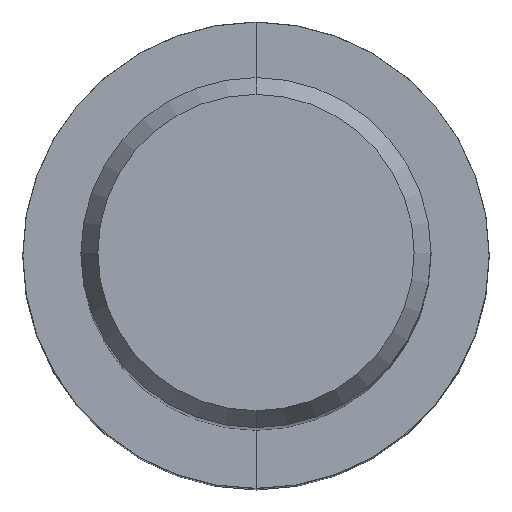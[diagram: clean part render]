
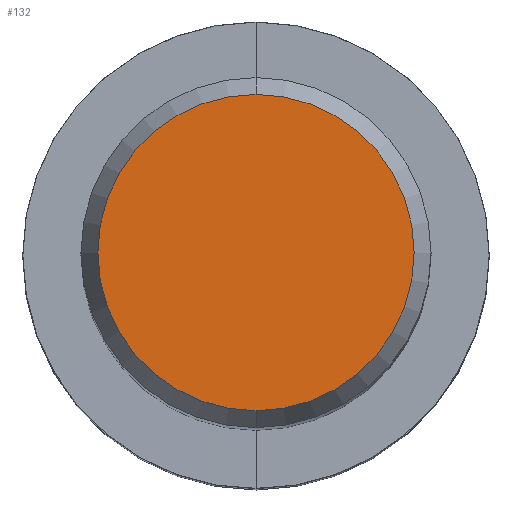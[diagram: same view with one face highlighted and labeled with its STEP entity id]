
A CAD part, top view. The second image highlights one B-rep face of the part: STEP entity #132.
In plain terms, the highlighted planar face has unit normal (0, 0, 1).
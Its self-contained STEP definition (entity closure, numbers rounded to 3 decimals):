
#128=VERTEX_POINT('',#245);
#132=ADVANCED_FACE('',(#250),#251,.T.);
#154=EDGE_CURVE('',#128,#160,#275,.T.);
#160=VERTEX_POINT('',#282);
#162=EDGE_CURVE('',#160,#128,#284,.T.);
#245=CARTESIAN_POINT('',(0.,-4.304,0.01));
#250=FACE_OUTER_BOUND('',#385,.T.);
#251=PLANE('',#386);
#275=CIRCLE('',#417,4.304);
#282=CARTESIAN_POINT('',(0.0,4.304,0.01));
#284=CIRCLE('',#426,4.304);
#385=EDGE_LOOP('',(#505,#506));
#386=AXIS2_PLACEMENT_3D('',#507,#508,#509);
#417=AXIS2_PLACEMENT_3D('',#533,#534,#535);
#426=AXIS2_PLACEMENT_3D('',#544,#545,#546);
#505=ORIENTED_EDGE('',*,*,#162,.F.);
#506=ORIENTED_EDGE('',*,*,#154,.F.);
#507=CARTESIAN_POINT('',(0.0,2.152,0.01));
#508=DIRECTION('',(-0.0,0.0,1.0));
#509=DIRECTION('',(0.0,-1.0,0.0));
#533=CARTESIAN_POINT('',(0.0,0.0,0.01));
#534=DIRECTION('',(0.0,0.0,-1.0));
#535=DIRECTION('',(0.0,1.0,0.0));
#544=CARTESIAN_POINT('',(0.0,0.0,0.01));
#545=DIRECTION('',(0.0,0.0,-1.0));
#546=DIRECTION('',(0.0,1.0,0.0));
